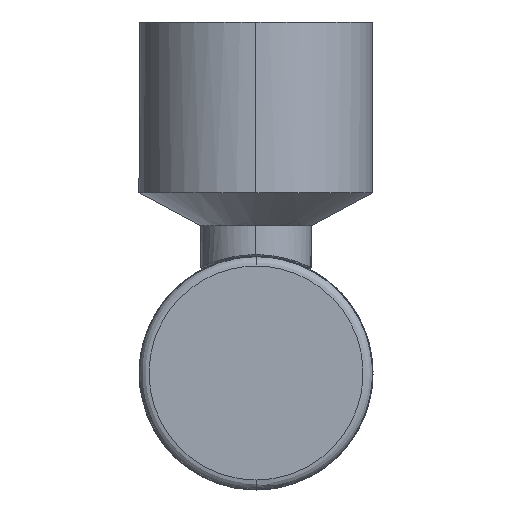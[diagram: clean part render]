
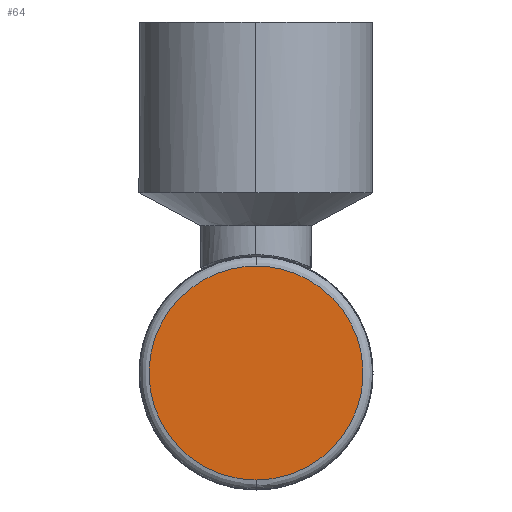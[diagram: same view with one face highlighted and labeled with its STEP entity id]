
A CAD part, left-side view. The second image highlights one B-rep face of the part: STEP entity #64.
In plain terms, the highlighted planar face has unit normal (1, 0, 0).
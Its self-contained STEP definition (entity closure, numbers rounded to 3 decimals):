
#64=ADVANCED_FACE('',(#160),#1636,.T.);
#160=FACE_OUTER_BOUND('',#253,.T.);
#253=EDGE_LOOP('',(#487,#488));
#487=ORIENTED_EDGE('',*,*,#910,.T.);
#488=ORIENTED_EDGE('',*,*,#888,.F.);
#888=EDGE_CURVE('',#1445,#1446,#1128,.T.);
#910=EDGE_CURVE('',#1445,#1446,#1134,.T.);
#1128=(
BOUNDED_CURVE()
B_SPLINE_CURVE(2,(#3039,#3040,#3041,#3042,#3043),.UNSPECIFIED.,.F.,.F.)
B_SPLINE_CURVE_WITH_KNOTS((3,2,3),(71.844,107.767,143.689),
 .UNSPECIFIED.)
CURVE()
GEOMETRIC_REPRESENTATION_ITEM()
RATIONAL_B_SPLINE_CURVE((1.,0.707,1.,0.707,
1.))
REPRESENTATION_ITEM('')
);
#1134=(
BOUNDED_CURVE()
B_SPLINE_CURVE(2,(#3133,#3134,#3135,#3136,#3137),.UNSPECIFIED.,.F.,.F.)
B_SPLINE_CURVE_WITH_KNOTS((3,2,3),(-71.844,-35.922,
0.),.UNSPECIFIED.)
CURVE()
GEOMETRIC_REPRESENTATION_ITEM()
RATIONAL_B_SPLINE_CURVE((1.,0.707,1.,0.707,
1.))
REPRESENTATION_ITEM('')
);
#1445=VERTEX_POINT('',#2804);
#1446=VERTEX_POINT('',#2805);
#1636=PLANE('',#1710);
#1710=AXIS2_PLACEMENT_3D('',#2571,#1750,$);
#1750=DIRECTION('',(1.,0.,0.));
#2571=CARTESIAN_POINT('',(-1646.,-27.625,-21.875));
#2804=CARTESIAN_POINT('',(-1646.,0.,-17.119));
#2805=CARTESIAN_POINT('',(-1646.,0.,28.619));
#3039=CARTESIAN_POINT('',(-1646.,0.,-17.119));
#3040=CARTESIAN_POINT('',(-1646.,-22.869,-17.119));
#3041=CARTESIAN_POINT('',(-1646.,-22.869,5.75));
#3042=CARTESIAN_POINT('',(-1646.,-22.869,28.619));
#3043=CARTESIAN_POINT('',(-1646.,0.,28.619));
#3133=CARTESIAN_POINT('',(-1646.,0.,-17.119));
#3134=CARTESIAN_POINT('',(-1646.,22.869,-17.119));
#3135=CARTESIAN_POINT('',(-1646.,22.869,5.75));
#3136=CARTESIAN_POINT('',(-1646.,22.869,28.619));
#3137=CARTESIAN_POINT('',(-1646.,0.,28.619));
